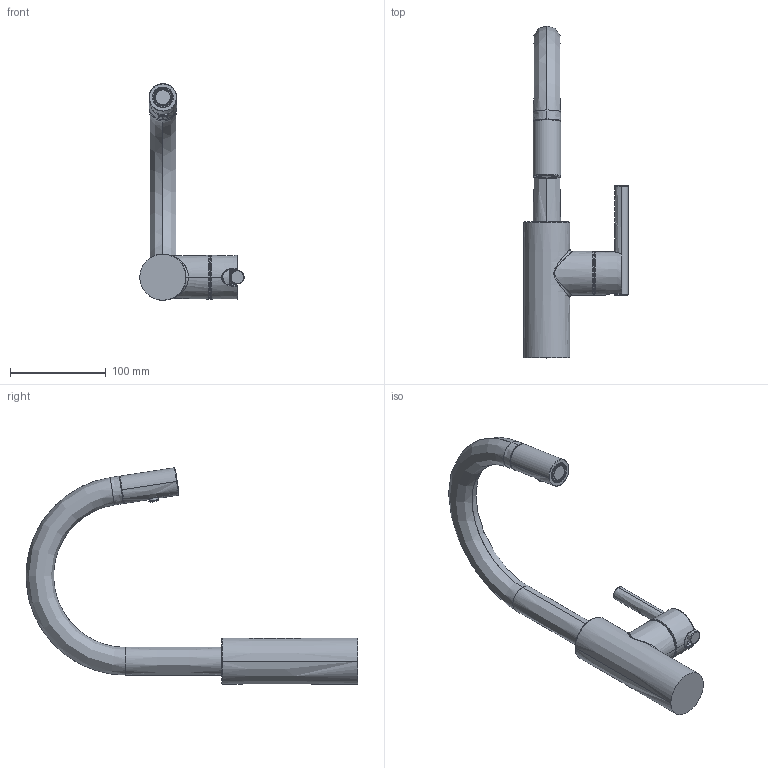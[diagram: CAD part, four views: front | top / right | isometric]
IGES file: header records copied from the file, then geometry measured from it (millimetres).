
Start section:  PTC IGES file: 1500-5223.igs
Global section: file name: 1500-5223.igs; native system: Creo Parametric by PTC Inc.; preprocessor: 2018400; author: rsmith; organization: Unknown; date: 20220307.135428; units: inch
Bounding box: 109.19 x 347.15 x 226.52 mm (x, y, z)
Surface area: 80797.8 mm2 (no closed solid volume)
Topology: 0 solids, 0 shells, 246 faces, 1184 edges, 1182 vertices
Faces by surface type: revolution 147, bspline 99
